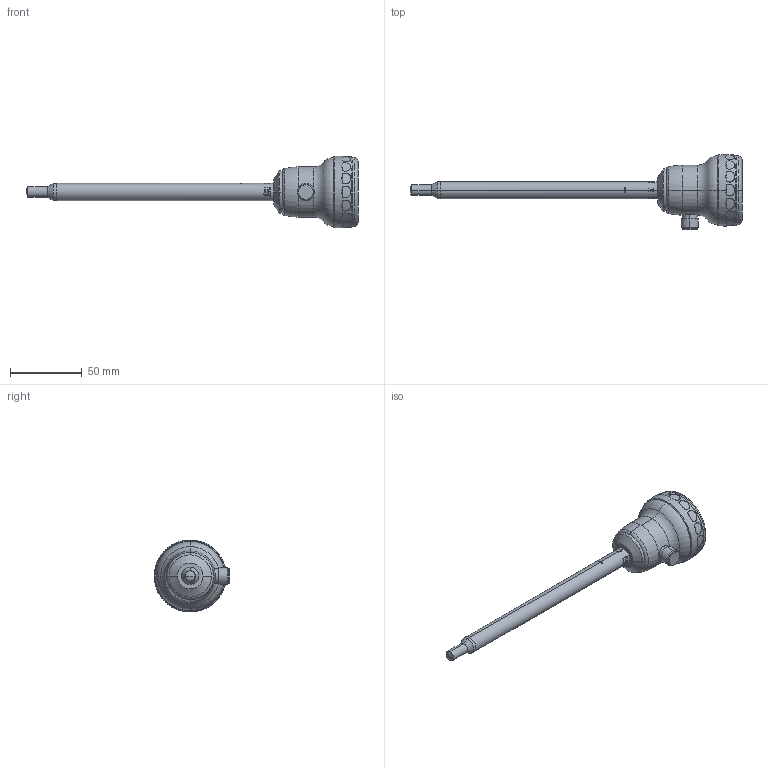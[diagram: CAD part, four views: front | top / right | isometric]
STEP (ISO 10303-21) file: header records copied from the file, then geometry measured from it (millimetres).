
FILE_DESCRIPTION (( 'STEP AP203' ), '1' );
FILE_NAME ('OMNIPLUS-F-012VK150.STEP', '2021-09-13T08:29:54', ( '' ), ( '' ), 'SwSTEP 2.0', 'SolidWorks 2019', '' );
FILE_SCHEMA (( 'CONFIG_CONTROL_DESIGN' ));
Length unit declared in the file: millimetre
Products named in the file (1): OMNIPLUS-F-012VK150
Bounding box: 232 x 52.45 x 50.31 mm (x, y, z)
Volume: 91905.1 mm3; surface area: 21391.4 mm2
Topology: 1 solids, 1 shells, 226 faces, 628 edges, 445 vertices
Faces by surface type: bspline 77, cylinder 67, plane 40, cone 22, torus 18, sphere 2
Entity records: 15552 total; most frequent: CARTESIAN_POINT 10317, ORIENTED_EDGE 1256, DIRECTION 814, EDGE_CURVE 628, VERTEX_POINT 445, AXIS2_PLACEMENT_3D 348, B_SPLINE_CURVE_WITH_KNOTS 312, EDGE_LOOP 267
